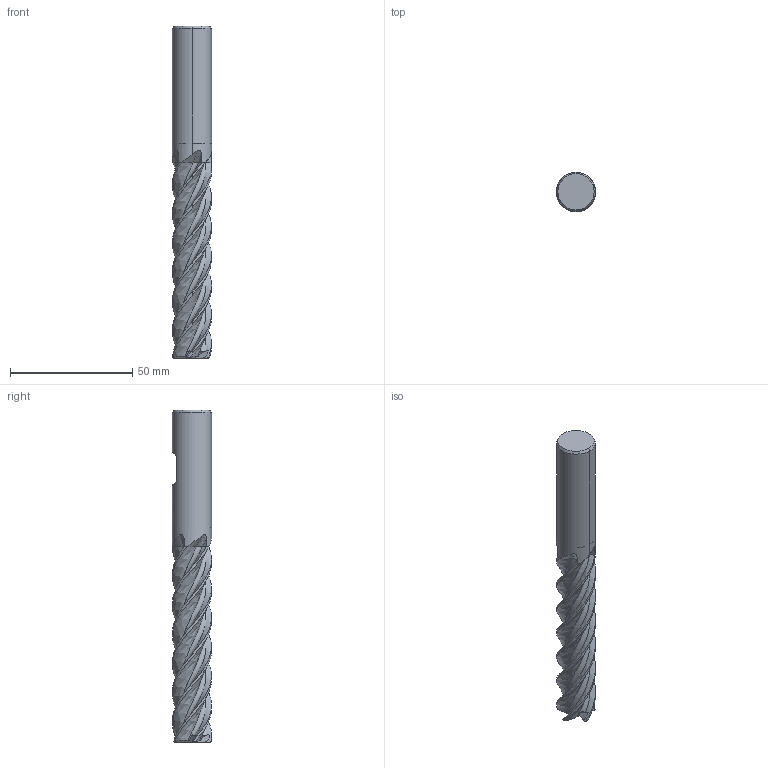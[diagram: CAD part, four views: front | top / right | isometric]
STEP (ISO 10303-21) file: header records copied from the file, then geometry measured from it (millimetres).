
FILE_DESCRIPTION(('no description'),'unknown implementation level');
FILE_NAME('EXPK1-M03-0134-16-Detail.stp',' ',('CIMSOURCE GmbH'),('CADClick - KiM GmbH - www.kimweb.de'),'unknown preprocess','ACIS','unknown authorization');
FILE_SCHEMA(('automotive_design'));
Length unit declared in the file: millimetre
Products named in the file (2): NOCUT; CUT
Bounding box: 16 x 16 x 136 mm (x, y, z)
Volume: 19829.6 mm3; surface area: 8614.4 mm2
Topology: 2 solids, 2 shells, 107 faces, 302 edges, 200 vertices
Faces by surface type: plane 32, bspline 25, cone 21, revolution 20, torus 5, cylinder 4
Entity records: 24773 total; most frequent: CARTESIAN_POINT 18955, STYLED_ITEM 611, PRESENTATION_STYLE_ASSIGNMENT 611, COLOUR_RGB 611, ORIENTED_EDGE 604, DIRECTION 344, EDGE_CURVE 302, CURVE_STYLE 302
